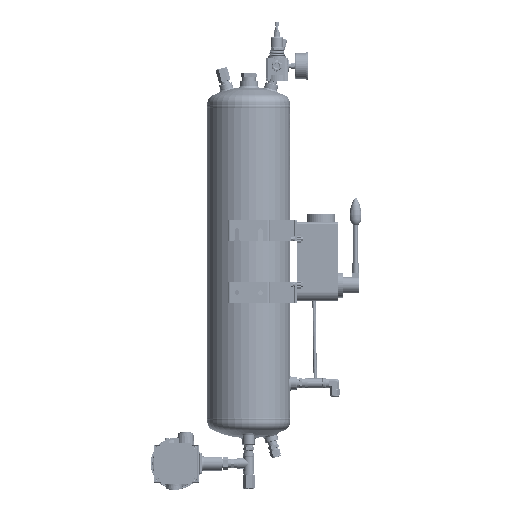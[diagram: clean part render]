
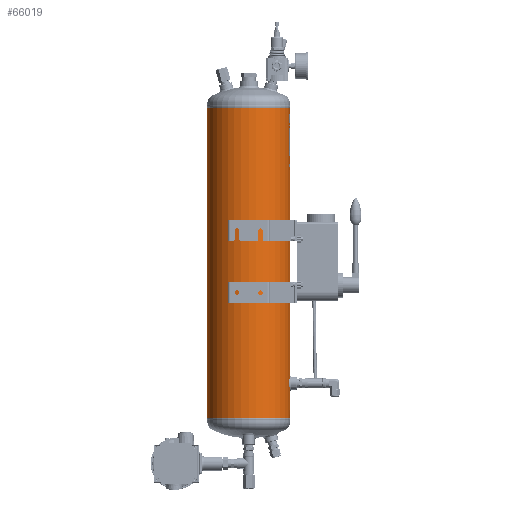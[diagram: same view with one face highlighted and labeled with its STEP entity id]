
A CAD part, left-side view. The second image highlights one B-rep face of the part: STEP entity #66019.
In plain terms, the highlighted cylindrical face has radius 100 mm (diameter 200 mm), a partial arc.
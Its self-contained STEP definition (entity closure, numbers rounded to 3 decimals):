
#4286=B_SPLINE_CURVE_WITH_KNOTS('',3,(#108277,#108278,#108279,#108280,#108281,
#108282,#108283,#108284,#108285,#108286,#108287),.UNSPECIFIED.,.T.,.F.,
(1,1,1,1,1,1,1,1,1,1,1,1,1,1,1),(-0.012,-0.008,
-0.004,0.,0.004,0.008,0.012,
0.016,0.02,0.023,0.027,
0.031,0.035,0.039,0.043),
 .UNSPECIFIED.);
#4287=B_SPLINE_CURVE_WITH_KNOTS('',3,(#108289,#108290,#108291,#108292,#108293,
#108294,#108295,#108296,#108297,#108298,#108299),.UNSPECIFIED.,.T.,.F.,
(1,1,1,1,1,1,1,1,1,1,1,1,1,1,1),(-0.012,-0.008,
-0.004,0.,0.004,0.008,0.012,
0.016,0.02,0.023,0.027,
0.031,0.035,0.039,0.043),
 .UNSPECIFIED.);
#4288=B_SPLINE_CURVE_WITH_KNOTS('',3,(#108301,#108302,#108303,#108304,#108305,
#108306,#108307,#108308,#108309,#108310,#108311,#108312,#108313,#108314,
#108315,#108316,#108317,#108318,#108319),.UNSPECIFIED.,.T.,.F.,(1,1,1,1,
1,1,1,1,1,1,1,1,1,1,1,1,1,1,1,1,1,1,1),(-0.018,-0.012,
-0.006,0.,0.006,0.012,
0.018,0.023,0.029,0.035,
0.041,0.047,0.053,0.059,
0.065,0.07,0.076,0.082,
0.088,0.094,0.1,0.106,
0.112),.UNSPECIFIED.);
#6887=LINE('',#108321,#11080);
#6888=LINE('',#108326,#11081);
#11080=VECTOR('',#89763,1000.);
#11081=VECTOR('',#89766,1000.);
#15278=ORIENTED_EDGE('',*,*,#35100,.T.);
#15279=ORIENTED_EDGE('',*,*,#35101,.T.);
#15280=ORIENTED_EDGE('',*,*,#35102,.T.);
#15281=ORIENTED_EDGE('',*,*,#35103,.T.);
#15282=ORIENTED_EDGE('',*,*,#35104,.T.);
#15283=ORIENTED_EDGE('',*,*,#35105,.F.);
#15284=ORIENTED_EDGE('',*,*,#35106,.F.);
#35100=EDGE_CURVE('',#45011,#45011,#4286,.T.);
#35101=EDGE_CURVE('',#45012,#45012,#4287,.T.);
#35102=EDGE_CURVE('',#45013,#45013,#4288,.T.);
#35103=EDGE_CURVE('',#45014,#45015,#6887,.T.);
#35104=EDGE_CURVE('',#45015,#45016,#51755,.T.);
#35105=EDGE_CURVE('',#45017,#45016,#6888,.T.);
#35106=EDGE_CURVE('',#45014,#45017,#51756,.T.);
#45011=VERTEX_POINT('',#108288);
#45012=VERTEX_POINT('',#108300);
#45013=VERTEX_POINT('',#108320);
#45014=VERTEX_POINT('',#108322);
#45015=VERTEX_POINT('',#108323);
#45016=VERTEX_POINT('',#108325);
#45017=VERTEX_POINT('',#108327);
#51755=CIRCLE('',#82617,100.);
#51756=CIRCLE('',#82618,100.);
#54426=EDGE_LOOP('',(#15278));
#54427=EDGE_LOOP('',(#15279));
#54428=EDGE_LOOP('',(#15280));
#54429=EDGE_LOOP('',(#15281,#15282,#15283,#15284));
#59677=FACE_BOUND('',#54426,.T.);
#59678=FACE_BOUND('',#54427,.T.);
#59679=FACE_BOUND('',#54428,.T.);
#59680=FACE_BOUND('',#54429,.T.);
#64928=CYLINDRICAL_SURFACE('',#82616,100.);
#66019=ADVANCED_FACE('',(#59677,#59678,#59679,#59680),#64928,.T.);
#82616=AXIS2_PLACEMENT_3D('',#108276,#89761,#89762);
#82617=AXIS2_PLACEMENT_3D('',#108324,#89764,#89765);
#82618=AXIS2_PLACEMENT_3D('',#108328,#89767,#89768);
#89761=DIRECTION('',(0.,-1.,0.));
#89762=DIRECTION('',(0.,0.,-1.));
#89763=DIRECTION('',(0.,-1.,0.));
#89764=DIRECTION('',(0.,1.,0.));
#89765=DIRECTION('',(1.,0.,0.));
#89766=DIRECTION('',(0.,-1.,0.));
#89767=DIRECTION('',(0.,1.,0.));
#89768=DIRECTION('',(1.,0.,0.));
#108276=CARTESIAN_POINT('',(0.,750.,0.));
#108277=CARTESIAN_POINT('',(-3.915,48.922,-99.938));
#108278=CARTESIAN_POINT('',(-5.542,44.999,-99.844));
#108279=CARTESIAN_POINT('',(-3.916,41.082,-99.938));
#108280=CARTESIAN_POINT('',(-0.004,39.46,-100.031));
#108281=CARTESIAN_POINT('',(3.917,41.079,-99.938));
#108282=CARTESIAN_POINT('',(5.54,44.999,-99.844));
#108283=CARTESIAN_POINT('',(3.922,48.913,-99.937));
#108284=CARTESIAN_POINT('',(0.006,50.541,-100.031));
#108285=CARTESIAN_POINT('',(-3.915,48.922,-99.938));
#108286=CARTESIAN_POINT('',(-5.542,44.999,-99.844));
#108287=CARTESIAN_POINT('',(-3.916,41.082,-99.938));
#108288=CARTESIAN_POINT('',(-5.,45.,-99.875));
#108289=CARTESIAN_POINT('',(-3.915,158.922,-99.938));
#108290=CARTESIAN_POINT('',(-5.542,154.999,-99.844));
#108291=CARTESIAN_POINT('',(-3.916,151.082,-99.938));
#108292=CARTESIAN_POINT('',(-0.004,149.46,-100.031));
#108293=CARTESIAN_POINT('',(3.917,151.079,-99.938));
#108294=CARTESIAN_POINT('',(5.54,154.999,-99.844));
#108295=CARTESIAN_POINT('',(3.922,158.913,-99.937));
#108296=CARTESIAN_POINT('',(0.006,160.541,-100.031));
#108297=CARTESIAN_POINT('',(-3.915,158.922,-99.938));
#108298=CARTESIAN_POINT('',(-5.542,154.999,-99.844));
#108299=CARTESIAN_POINT('',(-3.916,151.082,-99.938));
#108300=CARTESIAN_POINT('',(-5.,155.,-99.875));
#108301=CARTESIAN_POINT('',(-98.994,672.42,14.208));
#108302=CARTESIAN_POINT('',(-98.806,666.495,15.395));
#108303=CARTESIAN_POINT('',(-98.993,660.6,14.214));
#108304=CARTESIAN_POINT('',(-99.436,655.617,10.88));
#108305=CARTESIAN_POINT('',(-99.878,652.286,5.9));
#108306=CARTESIAN_POINT('',(-100.061,651.109,0.009));
#108307=CARTESIAN_POINT('',(-99.879,652.279,-5.887));
#108308=CARTESIAN_POINT('',(-99.437,655.615,-10.879));
#108309=CARTESIAN_POINT('',(-98.992,660.601,-14.215));
#108310=CARTESIAN_POINT('',(-98.807,666.494,-15.391));
#108311=CARTESIAN_POINT('',(-98.992,672.387,-14.219));
#108312=CARTESIAN_POINT('',(-99.435,677.371,-10.892));
#108313=CARTESIAN_POINT('',(-99.877,680.709,-5.914));
#108314=CARTESIAN_POINT('',(-100.061,681.893,-0.013));
#108315=CARTESIAN_POINT('',(-99.878,680.72,5.889));
#108316=CARTESIAN_POINT('',(-99.437,677.387,10.874));
#108317=CARTESIAN_POINT('',(-98.994,672.42,14.208));
#108318=CARTESIAN_POINT('',(-98.806,666.495,15.395));
#108319=CARTESIAN_POINT('',(-98.993,660.6,14.214));
#108320=CARTESIAN_POINT('',(-98.869,666.5,15.));
#108321=CARTESIAN_POINT('',(0.254,801.561,100.));
#108322=CARTESIAN_POINT('',(0.254,750.,100.));
#108323=CARTESIAN_POINT('',(0.254,0.,100.));
#108324=CARTESIAN_POINT('',(0.,0.,0.));
#108325=CARTESIAN_POINT('',(-0.254,0.,100.));
#108326=CARTESIAN_POINT('',(-0.254,801.561,100.));
#108327=CARTESIAN_POINT('',(-0.254,750.,100.));
#108328=CARTESIAN_POINT('',(0.,750.,0.));
